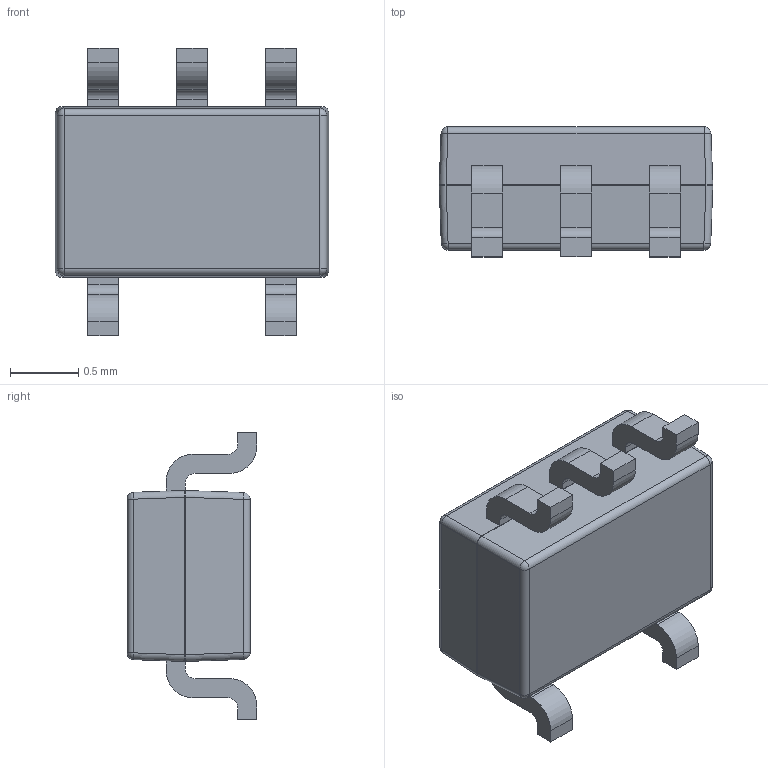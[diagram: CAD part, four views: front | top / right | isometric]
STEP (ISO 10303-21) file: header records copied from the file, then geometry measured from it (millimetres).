
FILE_DESCRIPTION (( 'STEP AP214' ), '1' );
FILE_NAME ('D88AABED-9521-4828-9C75-07F7C26321EF.STEP', '2007-02-23T15:48:35', ( 'sysAdmin' ), ( 'SolidWorks' ), 'SwSTEP 2.0', 'SolidWorks 2007', '' );
FILE_SCHEMA (( 'AUTOMOTIVE_DESIGN' ));
Length unit declared in the file: millimetre
Products named in the file (1): D88AABED-9521-4828-9C75-07F7C26321EF
Bounding box: 2 x 0.95 x 2.1 mm (x, y, z)
Volume: 2.3 mm3; surface area: 13.3 mm2
Topology: 1 solids, 1 shells, 113 faces, 302 edges, 184 vertices
Faces by surface type: plane 57, cylinder 42, sphere 14
Entity records: 3949 total; most frequent: DIRECTION 624, CARTESIAN_POINT 592, ORIENTED_EDGE 588, EDGE_CURVE 294, AXIS2_PLACEMENT_3D 216, VECTOR 192, LINE 192, VERTEX_POINT 184
